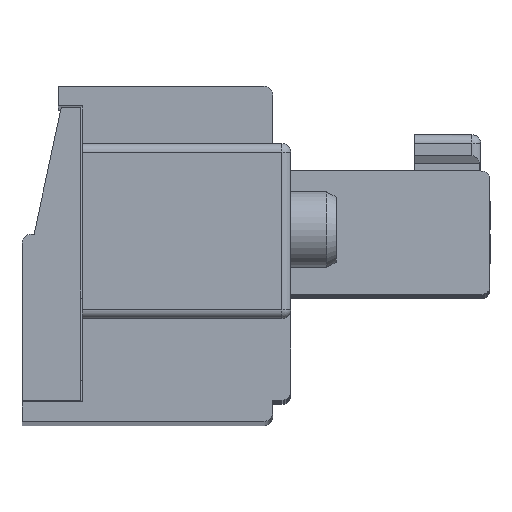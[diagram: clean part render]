
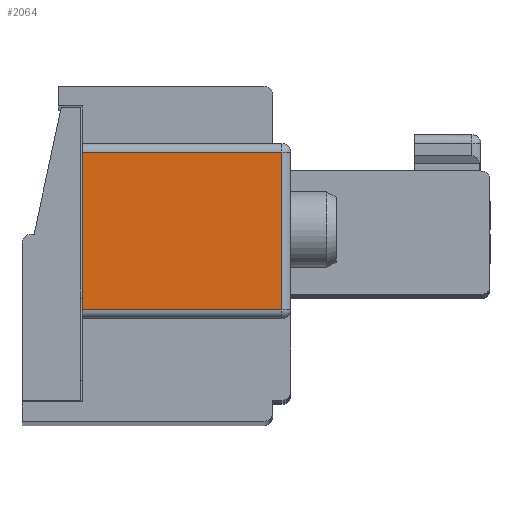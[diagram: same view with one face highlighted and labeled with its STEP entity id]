
A CAD part, top view. The second image highlights one B-rep face of the part: STEP entity #2064.
In plain terms, the highlighted planar face has unit normal (0, 0, 1).
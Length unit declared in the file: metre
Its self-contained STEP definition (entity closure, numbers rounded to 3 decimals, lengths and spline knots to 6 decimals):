
#2064=ADVANCED_FACE('',(#5433),#5434,.T.);
#5433=FACE_OUTER_BOUND('',#10317,.T.);
#5434=PLANE('',#10318);
#10317=EDGE_LOOP('',(#16546,#16547,#16548,#16549));
#10318=AXIS2_PLACEMENT_3D('',#16550,#16551,#16552);
#16546=ORIENTED_EDGE('',*,*,#29334,.T.);
#16547=ORIENTED_EDGE('',*,*,#29335,.T.);
#16548=ORIENTED_EDGE('',*,*,#29336,.T.);
#16549=ORIENTED_EDGE('',*,*,#29337,.T.);
#16550=CARTESIAN_POINT('',(0.007073,0.00941,0.077188));
#16551=DIRECTION('',(0.,0.,1.0));
#16552=DIRECTION('',(1.0,0.,0.0));
#29334=EDGE_CURVE('',#35519,#35520,#35521,.T.);
#29335=EDGE_CURVE('',#35520,#35522,#35523,.T.);
#29336=EDGE_CURVE('',#35522,#35524,#35525,.T.);
#29337=EDGE_CURVE('',#35524,#35519,#35526,.T.);
#35519=VERTEX_POINT('',#44449);
#35520=VERTEX_POINT('',#44450);
#35521=LINE('',#44451,#44452);
#35522=VERTEX_POINT('',#44453);
#35523=LINE('',#44454,#44455);
#35524=VERTEX_POINT('',#44456);
#35525=LINE('',#44457,#44458);
#35526=LINE('',#44459,#44460);
#44449=CARTESIAN_POINT('',(0.000473,0.00941,0.077188));
#44450=CARTESIAN_POINT('',(0.000473,0.00421,0.077188));
#44451=CARTESIAN_POINT('',(0.000473,0.00391,0.077188));
#44452=VECTOR('',#54190,1.0);
#44453=CARTESIAN_POINT('',(0.007073,0.00421,0.077188));
#44454=CARTESIAN_POINT('',(0.007073,0.00421,0.077188));
#44455=VECTOR('',#54191,1.0);
#44456=CARTESIAN_POINT('',(0.007073,0.00941,0.077188));
#44457=CARTESIAN_POINT('',(0.007073,0.00941,0.077188));
#44458=VECTOR('',#54192,1.0);
#44459=CARTESIAN_POINT('',(0.007073,0.00941,0.077188));
#44460=VECTOR('',#54193,1.0);
#54190=DIRECTION('',(0.,-1.0,0.));
#54191=DIRECTION('',(1.0,0.,0.));
#54192=DIRECTION('',(0.,1.0,0.));
#54193=DIRECTION('',(-1.0,0.,0.));
